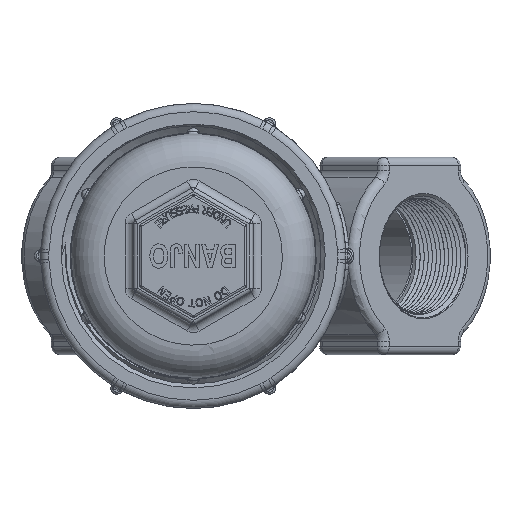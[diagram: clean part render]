
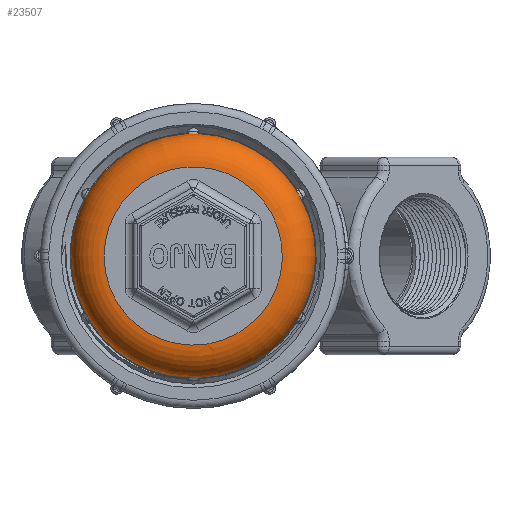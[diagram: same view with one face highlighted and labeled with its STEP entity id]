
A CAD part, front view. The second image highlights one B-rep face of the part: STEP entity #23507.
In plain terms, the highlighted toroidal (fillet/blend) face has major radius 34.319 mm and minor radius 12.7 mm.
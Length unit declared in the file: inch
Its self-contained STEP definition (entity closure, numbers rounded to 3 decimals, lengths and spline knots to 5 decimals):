
#236=TOROIDAL_SURFACE($,#25694,1.35115,0.5);
#5022=CIRCLE($,#25477,1.35115);
#5138=CIRCLE($,#25695,1.85115);
#5139=CIRCLE($,#25696,1.85115);
#5140=CIRCLE($,#25697,1.85115);
#5141=CIRCLE($,#25698,1.85115);
#5142=CIRCLE($,#25699,1.85115);
#5143=CIRCLE($,#25700,1.85115);
#5399=FACE_BOUND($,#7609,.T.);
#6159=FACE_OUTER_BOUND($,#7608,.T.);
#7608=EDGE_LOOP($,(#18550,#18551,#18552,#18553,#18554,#18555,#18556,#18557,
#18558,#18559,#18560,#18561));
#7609=EDGE_LOOP($,(#18562));
#8747=B_SPLINE_CURVE_WITH_KNOTS($,3,(#46210,#46211,#46212,#46213,#46214,
#46215),.UNSPECIFIED.,.F.,.F.,(4,1,1,4),(-2.97563,-2.70553,
-2.52547,-2.3454),.UNSPECIFIED.);
#8751=B_SPLINE_CURVE_WITH_KNOTS($,3,(#46272,#46273,#46274,#46275,#46276,
#46277),.UNSPECIFIED.,.F.,.F.,(4,1,1,4),(-0.63023,-0.45016,
-0.2701,0.),.UNSPECIFIED.);
#8752=B_SPLINE_CURVE_WITH_KNOTS($,3,(#46281,#46282,#46283,#46284,#46285,
#46286),.UNSPECIFIED.,.F.,.F.,(4,1,1,4),(-2.97563,-2.79557,
-2.6155,-2.3454),.UNSPECIFIED.);
#8753=B_SPLINE_CURVE_WITH_KNOTS($,3,(#46290,#46291,#46292,#46293,#46294,
#46295),.UNSPECIFIED.,.F.,.F.,(4,1,1,4),(-2.97563,-2.79557,
-2.6155,-2.3454),.UNSPECIFIED.);
#8754=B_SPLINE_CURVE_WITH_KNOTS($,3,(#46299,#46300,#46301,#46302,#46303,
#46304),.UNSPECIFIED.,.F.,.F.,(4,1,1,4),(-0.63023,-0.45016,
-0.2701,0.),.UNSPECIFIED.);
#8755=B_SPLINE_CURVE_WITH_KNOTS($,3,(#46308,#46309,#46310,#46311,#46312,
#46313),.UNSPECIFIED.,.F.,.F.,(4,1,1,4),(-2.97563,-2.79557,
-2.6155,-2.3454),.UNSPECIFIED.);
#10455=VERTEX_POINT($,#45371);
#10586=VERTEX_POINT($,#46167);
#10588=VERTEX_POINT($,#46208);
#10589=VERTEX_POINT($,#46269);
#10590=VERTEX_POINT($,#46271);
#10591=VERTEX_POINT($,#46278);
#10592=VERTEX_POINT($,#46280);
#10593=VERTEX_POINT($,#46287);
#10594=VERTEX_POINT($,#46289);
#10595=VERTEX_POINT($,#46296);
#10596=VERTEX_POINT($,#46298);
#10597=VERTEX_POINT($,#46305);
#10598=VERTEX_POINT($,#46307);
#13225=EDGE_CURVE($,#10455,#10455,#5022,.T.);
#13457=EDGE_CURVE($,#10588,#10586,#8747,.T.);
#13463=EDGE_CURVE($,#10589,#10588,#5138,.T.);
#13464=EDGE_CURVE($,#10590,#10589,#8751,.T.);
#13465=EDGE_CURVE($,#10591,#10590,#5139,.T.);
#13466=EDGE_CURVE($,#10592,#10591,#8752,.T.);
#13467=EDGE_CURVE($,#10593,#10592,#5140,.T.);
#13468=EDGE_CURVE($,#10594,#10593,#8753,.T.);
#13469=EDGE_CURVE($,#10595,#10594,#5141,.T.);
#13470=EDGE_CURVE($,#10596,#10595,#8754,.T.);
#13471=EDGE_CURVE($,#10597,#10596,#5142,.T.);
#13472=EDGE_CURVE($,#10598,#10597,#8755,.T.);
#13473=EDGE_CURVE($,#10586,#10598,#5143,.T.);
#18550=ORIENTED_EDGE($,*,*,#13457,.F.);
#18551=ORIENTED_EDGE($,*,*,#13463,.F.);
#18552=ORIENTED_EDGE($,*,*,#13464,.F.);
#18553=ORIENTED_EDGE($,*,*,#13465,.F.);
#18554=ORIENTED_EDGE($,*,*,#13466,.F.);
#18555=ORIENTED_EDGE($,*,*,#13467,.F.);
#18556=ORIENTED_EDGE($,*,*,#13468,.F.);
#18557=ORIENTED_EDGE($,*,*,#13469,.F.);
#18558=ORIENTED_EDGE($,*,*,#13470,.F.);
#18559=ORIENTED_EDGE($,*,*,#13471,.F.);
#18560=ORIENTED_EDGE($,*,*,#13472,.F.);
#18561=ORIENTED_EDGE($,*,*,#13473,.F.);
#18562=ORIENTED_EDGE($,*,*,#13225,.T.);
#23507=ADVANCED_FACE($,(#6159,#5399),#236,.T.);
#25477=AXIS2_PLACEMENT_3D($,#45372,#29137,#29138);
#25694=AXIS2_PLACEMENT_3D($,#46268,#29661,#29662);
#25695=AXIS2_PLACEMENT_3D($,#46270,#29663,#29664);
#25696=AXIS2_PLACEMENT_3D($,#46279,#29665,#29666);
#25697=AXIS2_PLACEMENT_3D($,#46288,#29667,#29668);
#25698=AXIS2_PLACEMENT_3D($,#46297,#29669,#29670);
#25699=AXIS2_PLACEMENT_3D($,#46306,#29671,#29672);
#25700=AXIS2_PLACEMENT_3D($,#46314,#29673,#29674);
#29137=DIRECTION('center_axis',(0.,1.,0.));
#29138=DIRECTION('ref_axis',(-1.,0.,0.));
#29661=DIRECTION('center_axis',(0.,1.,0.));
#29662=DIRECTION('ref_axis',(0.,0.,1.));
#29663=DIRECTION('center_axis',(0.,1.,0.));
#29664=DIRECTION('ref_axis',(-1.,0.,0.));
#29665=DIRECTION('center_axis',(0.,1.,0.));
#29666=DIRECTION('ref_axis',(-1.,0.,0.));
#29667=DIRECTION('center_axis',(0.,1.,0.));
#29668=DIRECTION('ref_axis',(-1.,0.,0.));
#29669=DIRECTION('center_axis',(0.,1.,0.));
#29670=DIRECTION('ref_axis',(-1.,0.,0.));
#29671=DIRECTION('center_axis',(0.,1.,0.));
#29672=DIRECTION('ref_axis',(-1.,0.,0.));
#29673=DIRECTION('center_axis',(0.,1.,0.));
#29674=DIRECTION('ref_axis',(-1.,0.,0.));
#45371=CARTESIAN_POINT('',(-1.35115,-3.44,0.));
#45372=CARTESIAN_POINT('Origin',(0.,-3.44,0.));
#46167=CARTESIAN_POINT('',(-1.54725,-2.94,1.01625));
#46208=CARTESIAN_POINT('',(-1.65373,-2.94,0.83183));
#46210=CARTESIAN_POINT('Ctrl Pts',(-1.65373,-2.94,
0.83183));
#46211=CARTESIAN_POINT('Ctrl Pts',(-1.64357,-2.9639,0.85202));
#46212=CARTESIAN_POINT('Ctrl Pts',(-1.61605,-2.99004,
0.89903));
#46213=CARTESIAN_POINT('Ctrl Pts',(-1.5753,-2.98083,
0.97004));
#46214=CARTESIAN_POINT('Ctrl Pts',(-1.55551,-2.9559,
1.00368));
#46215=CARTESIAN_POINT('Ctrl Pts',(-1.54725,-2.94,
1.01625));
#46268=CARTESIAN_POINT('Origin',(0.,-2.94,0.));
#46269=CARTESIAN_POINT('',(-1.65373,-2.94,-0.83183));
#46270=CARTESIAN_POINT('Origin',(0.,-2.94,0.));
#46271=CARTESIAN_POINT('',(-1.54725,-2.94,-1.01625));
#46272=CARTESIAN_POINT('Ctrl Pts',(-1.54725,-2.94,
-1.01625));
#46273=CARTESIAN_POINT('Ctrl Pts',(-1.55552,-2.95593,
-1.00366));
#46274=CARTESIAN_POINT('Ctrl Pts',(-1.5753,-2.98081,
-0.97004));
#46275=CARTESIAN_POINT('Ctrl Pts',(-1.61605,-2.99004,
-0.89902));
#46276=CARTESIAN_POINT('Ctrl Pts',(-1.64359,-2.96386,
-0.85199));
#46277=CARTESIAN_POINT('Ctrl Pts',(-1.65373,-2.94,
-0.83183));
#46278=CARTESIAN_POINT('',(-0.10647,-2.94,-1.84809));
#46279=CARTESIAN_POINT('Origin',(0.,-2.94,0.));
#46280=CARTESIAN_POINT('',(0.10647,-2.94,-1.84809));
#46281=CARTESIAN_POINT('Ctrl Pts',(0.10647,-2.94,
-1.84809));
#46282=CARTESIAN_POINT('Ctrl Pts',(0.09143,-2.95593,
-1.84895));
#46283=CARTESIAN_POINT('Ctrl Pts',(0.05244,-2.98081,
-1.84927));
#46284=CARTESIAN_POINT('Ctrl Pts',(-0.02945,-2.99004,
-1.84906));
#46285=CARTESIAN_POINT('Ctrl Pts',(-0.08395,-2.96386,
-1.84938));
#46286=CARTESIAN_POINT('Ctrl Pts',(-0.10647,-2.94,
-1.84809));
#46287=CARTESIAN_POINT('',(1.54725,-2.94,-1.01625));
#46288=CARTESIAN_POINT('Origin',(0.,-2.94,0.));
#46289=CARTESIAN_POINT('',(1.65373,-2.94,-0.83183));
#46290=CARTESIAN_POINT('Ctrl Pts',(1.65373,-2.94,-0.83183));
#46291=CARTESIAN_POINT('Ctrl Pts',(1.64696,-2.95593,-0.84529));
#46292=CARTESIAN_POINT('Ctrl Pts',(1.62773,-2.98081,-0.87922));
#46293=CARTESIAN_POINT('Ctrl Pts',(1.5866,-2.99004,-0.95003));
#46294=CARTESIAN_POINT('Ctrl Pts',(1.55964,-2.96386,-0.9974));
#46295=CARTESIAN_POINT('Ctrl Pts',(1.54725,-2.94,-1.01625));
#46296=CARTESIAN_POINT('',(1.65373,-2.94,0.83183));
#46297=CARTESIAN_POINT('Origin',(0.,-2.94,0.));
#46298=CARTESIAN_POINT('',(1.54725,-2.94,1.01625));
#46299=CARTESIAN_POINT('Ctrl Pts',(1.54725,-2.94,1.01625));
#46300=CARTESIAN_POINT('Ctrl Pts',(1.55552,-2.95593,1.00366));
#46301=CARTESIAN_POINT('Ctrl Pts',(1.5753,-2.98081,0.97004));
#46302=CARTESIAN_POINT('Ctrl Pts',(1.61605,-2.99004,0.89902));
#46303=CARTESIAN_POINT('Ctrl Pts',(1.64359,-2.96386,0.85199));
#46304=CARTESIAN_POINT('Ctrl Pts',(1.65373,-2.94,0.83183));
#46305=CARTESIAN_POINT('',(0.10647,-2.94,1.84809));
#46306=CARTESIAN_POINT('Origin',(0.,-2.94,0.));
#46307=CARTESIAN_POINT('',(-0.10647,-2.94,1.84809));
#46308=CARTESIAN_POINT('Ctrl Pts',(-0.10647,-2.94,
1.84809));
#46309=CARTESIAN_POINT('Ctrl Pts',(-0.09143,-2.95593,
1.84895));
#46310=CARTESIAN_POINT('Ctrl Pts',(-0.05244,-2.98081,
1.84927));
#46311=CARTESIAN_POINT('Ctrl Pts',(0.02945,-2.99004,
1.84906));
#46312=CARTESIAN_POINT('Ctrl Pts',(0.08395,-2.96386,
1.84938));
#46313=CARTESIAN_POINT('Ctrl Pts',(0.10647,-2.94,
1.84809));
#46314=CARTESIAN_POINT('Origin',(0.,-2.94,0.));
